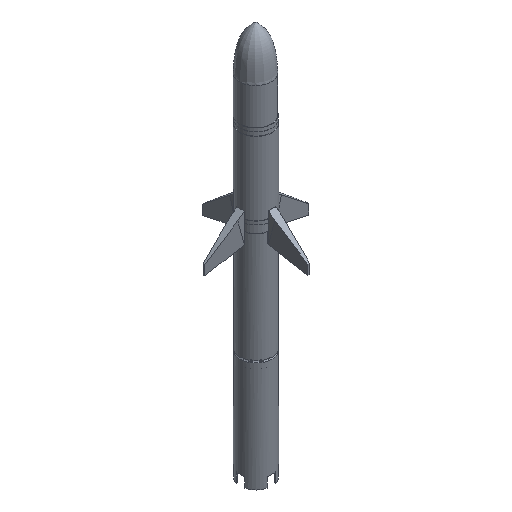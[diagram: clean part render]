
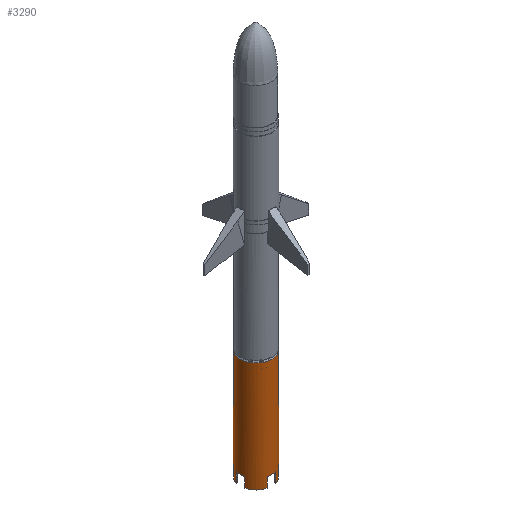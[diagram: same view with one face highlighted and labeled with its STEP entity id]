
A CAD part, isometric view. The second image highlights one B-rep face of the part: STEP entity #3290.
In plain terms, the highlighted cylindrical face has radius 21.75 mm (diameter 43.5 mm), a full revolution.
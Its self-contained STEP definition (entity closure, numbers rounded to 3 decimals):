
#133=CYLINDRICAL_SURFACE('',#3616,21.75);
#409=CIRCLE('',#3590,21.75);
#411=CIRCLE('',#3593,21.75);
#412=CIRCLE('',#3594,21.75);
#421=CIRCLE('',#3607,21.75);
#422=CIRCLE('',#3609,21.75);
#423=CIRCLE('',#3613,21.75);
#424=CIRCLE('',#3615,21.75);
#425=CIRCLE('',#3617,21.75);
#426=CIRCLE('',#3618,21.75);
#427=CIRCLE('',#3619,21.75);
#641=FACE_OUTER_BOUND('',#829,.T.);
#829=EDGE_LOOP('',(#2505,#2506,#2507,#2508,#2509,#2510,#2511,#2512,#2513,
#2514,#2515,#2516,#2517,#2518,#2519,#2520,#2521,#2522,#2523,#2524));
#1142=LINE('',#5162,#1361);
#1146=LINE('',#5171,#1365);
#1160=LINE('',#5223,#1379);
#1162=LINE('',#5228,#1381);
#1166=LINE('',#5238,#1385);
#1168=LINE('',#5243,#1387);
#1171=LINE('',#5253,#1390);
#1172=LINE('',#5256,#1391);
#1173=LINE('',#5260,#1392);
#1361=VECTOR('',#4121,10.);
#1365=VECTOR('',#4127,10.);
#1379=VECTOR('',#4175,10.);
#1381=VECTOR('',#4179,10.);
#1385=VECTOR('',#4193,10.);
#1387=VECTOR('',#4197,10.);
#1390=VECTOR('',#4210,10.);
#1391=VECTOR('',#4213,21.75);
#1392=VECTOR('',#4218,10.);
#1590=VERTEX_POINT('',#5160);
#1591=VERTEX_POINT('',#5161);
#1594=VERTEX_POINT('',#5169);
#1595=VERTEX_POINT('',#5170);
#1599=VERTEX_POINT('',#5180);
#1602=VERTEX_POINT('',#5187);
#1603=VERTEX_POINT('',#5189);
#1615=VERTEX_POINT('',#5220);
#1616=VERTEX_POINT('',#5222);
#1617=VERTEX_POINT('',#5226);
#1618=VERTEX_POINT('',#5227);
#1619=VERTEX_POINT('',#5234);
#1620=VERTEX_POINT('',#5240);
#1621=VERTEX_POINT('',#5242);
#1622=VERTEX_POINT('',#5248);
#1623=VERTEX_POINT('',#5252);
#1624=VERTEX_POINT('',#5255);
#1625=VERTEX_POINT('',#5258);
#1910=EDGE_CURVE('',#1590,#1591,#1142,.T.);
#1914=EDGE_CURVE('',#1594,#1595,#1146,.T.);
#1920=EDGE_CURVE('',#1599,#1595,#409,.T.);
#1923=EDGE_CURVE('',#1603,#1602,#411,.T.);
#1924=EDGE_CURVE('',#1591,#1603,#412,.T.);
#1941=EDGE_CURVE('',#1616,#1615,#1160,.T.);
#1943=EDGE_CURVE('',#1617,#1618,#1162,.T.);
#1946=EDGE_CURVE('',#1590,#1618,#421,.T.);
#1947=EDGE_CURVE('',#1616,#1619,#422,.T.);
#1949=EDGE_CURVE('',#1602,#1619,#1166,.T.);
#1951=EDGE_CURVE('',#1621,#1620,#1168,.T.);
#1953=EDGE_CURVE('',#1620,#1594,#423,.T.);
#1954=EDGE_CURVE('',#1621,#1622,#424,.T.);
#1956=EDGE_CURVE('',#1599,#1623,#1171,.T.);
#1957=EDGE_CURVE('',#1623,#1617,#425,.T.);
#1958=EDGE_CURVE('',#1603,#1624,#1172,.T.);
#1959=EDGE_CURVE('',#1624,#1624,#426,.T.);
#1960=EDGE_CURVE('',#1615,#1625,#427,.T.);
#1961=EDGE_CURVE('',#1625,#1622,#1173,.T.);
#2505=ORIENTED_EDGE('',*,*,#1914,.T.);
#2506=ORIENTED_EDGE('',*,*,#1920,.F.);
#2507=ORIENTED_EDGE('',*,*,#1956,.T.);
#2508=ORIENTED_EDGE('',*,*,#1957,.T.);
#2509=ORIENTED_EDGE('',*,*,#1943,.T.);
#2510=ORIENTED_EDGE('',*,*,#1946,.F.);
#2511=ORIENTED_EDGE('',*,*,#1910,.T.);
#2512=ORIENTED_EDGE('',*,*,#1924,.T.);
#2513=ORIENTED_EDGE('',*,*,#1958,.T.);
#2514=ORIENTED_EDGE('',*,*,#1959,.T.);
#2515=ORIENTED_EDGE('',*,*,#1958,.F.);
#2516=ORIENTED_EDGE('',*,*,#1923,.T.);
#2517=ORIENTED_EDGE('',*,*,#1949,.T.);
#2518=ORIENTED_EDGE('',*,*,#1947,.F.);
#2519=ORIENTED_EDGE('',*,*,#1941,.T.);
#2520=ORIENTED_EDGE('',*,*,#1960,.T.);
#2521=ORIENTED_EDGE('',*,*,#1961,.T.);
#2522=ORIENTED_EDGE('',*,*,#1954,.F.);
#2523=ORIENTED_EDGE('',*,*,#1951,.T.);
#2524=ORIENTED_EDGE('',*,*,#1953,.T.);
#3290=ADVANCED_FACE('',(#641),#133,.T.);
#3590=AXIS2_PLACEMENT_3D('',#5182,#4136,#4137);
#3593=AXIS2_PLACEMENT_3D('',#5190,#4143,#4144);
#3594=AXIS2_PLACEMENT_3D('',#5191,#4145,#4146);
#3607=AXIS2_PLACEMENT_3D('',#5232,#4184,#4185);
#3609=AXIS2_PLACEMENT_3D('',#5235,#4188,#4189);
#3613=AXIS2_PLACEMENT_3D('',#5246,#4201,#4202);
#3615=AXIS2_PLACEMENT_3D('',#5249,#4205,#4206);
#3616=AXIS2_PLACEMENT_3D('',#5251,#4208,#4209);
#3617=AXIS2_PLACEMENT_3D('',#5254,#4211,#4212);
#3618=AXIS2_PLACEMENT_3D('',#5257,#4214,#4215);
#3619=AXIS2_PLACEMENT_3D('',#5259,#4216,#4217);
#4121=DIRECTION('',(0.,0.,-1.));
#4127=DIRECTION('',(0.,0.,1.));
#4136=DIRECTION('center_axis',(0.,0.,1.));
#4137=DIRECTION('ref_axis',(1.,0.,0.));
#4143=DIRECTION('center_axis',(0.,0.,-1.));
#4144=DIRECTION('ref_axis',(1.,0.,0.));
#4145=DIRECTION('center_axis',(0.,0.,-1.));
#4146=DIRECTION('ref_axis',(1.,0.,0.));
#4175=DIRECTION('',(0.,0.,-1.));
#4179=DIRECTION('',(0.,0.,1.));
#4184=DIRECTION('center_axis',(0.,0.,1.));
#4185=DIRECTION('ref_axis',(1.,0.,0.));
#4188=DIRECTION('center_axis',(0.,0.,1.));
#4189=DIRECTION('ref_axis',(1.,0.,0.));
#4193=DIRECTION('',(0.,0.,1.));
#4197=DIRECTION('',(0.,0.,-1.));
#4201=DIRECTION('center_axis',(0.,0.,-1.));
#4202=DIRECTION('ref_axis',(1.,0.,0.));
#4205=DIRECTION('center_axis',(0.,0.,1.));
#4206=DIRECTION('ref_axis',(1.,0.,0.));
#4208=DIRECTION('center_axis',(0.,0.,1.));
#4209=DIRECTION('ref_axis',(1.,0.,0.));
#4210=DIRECTION('',(0.,0.,-1.));
#4211=DIRECTION('center_axis',(0.,0.,-1.));
#4212=DIRECTION('ref_axis',(1.,0.,0.));
#4213=DIRECTION('',(0.,0.,-1.));
#4214=DIRECTION('center_axis',(0.,0.,1.));
#4215=DIRECTION('ref_axis',(1.,0.,0.));
#4216=DIRECTION('center_axis',(0.,0.,-1.));
#4217=DIRECTION('ref_axis',(1.,0.,0.));
#4218=DIRECTION('',(0.,0.,1.));
#5160=CARTESIAN_POINT('',(-20.96,-5.807,150.));
#5161=CARTESIAN_POINT('',(-20.96,-5.807,136.282));
#5162=CARTESIAN_POINT('',(-20.96,-5.807,0.));
#5169=CARTESIAN_POINT('',(20.96,-5.807,136.282));
#5170=CARTESIAN_POINT('',(20.96,-5.807,150.));
#5171=CARTESIAN_POINT('',(20.96,-5.807,0.));
#5180=CARTESIAN_POINT('',(5.807,-20.96,150.));
#5182=CARTESIAN_POINT('Origin',(0.,0.,150.));
#5187=CARTESIAN_POINT('',(-20.96,5.807,136.282));
#5189=CARTESIAN_POINT('',(-21.75,0.,136.282));
#5190=CARTESIAN_POINT('Origin',(0.,0.,136.282));
#5191=CARTESIAN_POINT('Origin',(0.,0.,136.282));
#5220=CARTESIAN_POINT('',(-5.807,20.96,136.282));
#5222=CARTESIAN_POINT('',(-5.807,20.96,150.));
#5223=CARTESIAN_POINT('',(-5.807,20.96,0.));
#5226=CARTESIAN_POINT('',(-5.807,-20.96,136.282));
#5227=CARTESIAN_POINT('',(-5.807,-20.96,150.));
#5228=CARTESIAN_POINT('',(-5.807,-20.96,0.));
#5232=CARTESIAN_POINT('Origin',(0.,0.,150.));
#5234=CARTESIAN_POINT('',(-20.96,5.807,150.));
#5235=CARTESIAN_POINT('Origin',(0.,0.,150.));
#5238=CARTESIAN_POINT('',(-20.96,5.807,0.));
#5240=CARTESIAN_POINT('',(20.96,5.807,136.282));
#5242=CARTESIAN_POINT('',(20.96,5.807,150.));
#5243=CARTESIAN_POINT('',(20.96,5.807,0.));
#5246=CARTESIAN_POINT('Origin',(0.,0.,136.282));
#5248=CARTESIAN_POINT('',(5.807,20.96,150.));
#5249=CARTESIAN_POINT('Origin',(0.,0.,150.));
#5251=CARTESIAN_POINT('Origin',(0.,0.,0.));
#5252=CARTESIAN_POINT('',(5.807,-20.96,136.282));
#5253=CARTESIAN_POINT('',(5.807,-20.96,0.));
#5254=CARTESIAN_POINT('Origin',(0.,0.,136.282));
#5255=CARTESIAN_POINT('',(-21.75,0.,0.));
#5256=CARTESIAN_POINT('',(-21.75,0.,0.));
#5257=CARTESIAN_POINT('Origin',(0.,0.,0.));
#5258=CARTESIAN_POINT('',(5.807,20.96,136.282));
#5259=CARTESIAN_POINT('Origin',(0.,0.,136.282));
#5260=CARTESIAN_POINT('',(5.807,20.96,0.));
